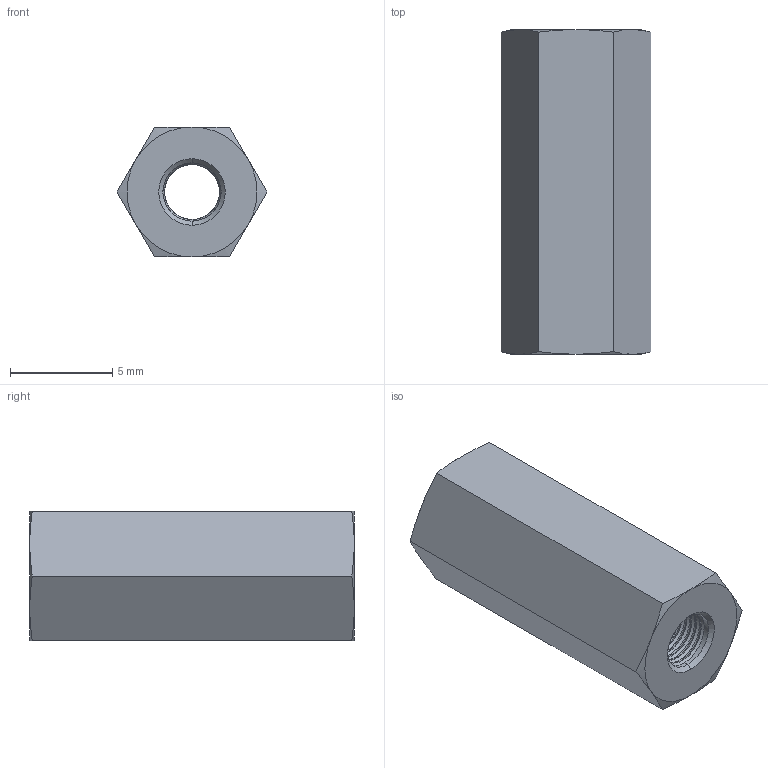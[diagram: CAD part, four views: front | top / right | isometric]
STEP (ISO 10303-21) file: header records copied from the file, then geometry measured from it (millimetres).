
FILE_DESCRIPTION (( 'STEP AP214' ), '1' );
FILE_NAME ('1808.STEP', '2013-03-25T18:59:50', ( 'Richard Maletta' ), ( '' ), 'SwSTEP 2.0', 'SolidWorks 2009', '' );
FILE_SCHEMA (( 'AUTOMOTIVE_DESIGN' ));
Length unit declared in the file: inch
Products named in the file (1): 1808
Bounding box: 7.33 x 15.88 x 6.35 mm (x, y, z)
Volume: 456.8 mm3; surface area: 558.6 mm2
Topology: 1 solids, 1 shells, 122 faces, 340 edges, 220 vertices
Faces by surface type: cylinder 94, cone 16, plane 10, bspline 2
Entity records: 7243 total; most frequent: CARTESIAN_POINT 4669, ORIENTED_EDGE 680, DIRECTION 393, EDGE_CURVE 340, VERTEX_POINT 220, AXIS2_PLACEMENT_3D 141, EDGE_LOOP 124, FACE_OUTER_BOUND 122
